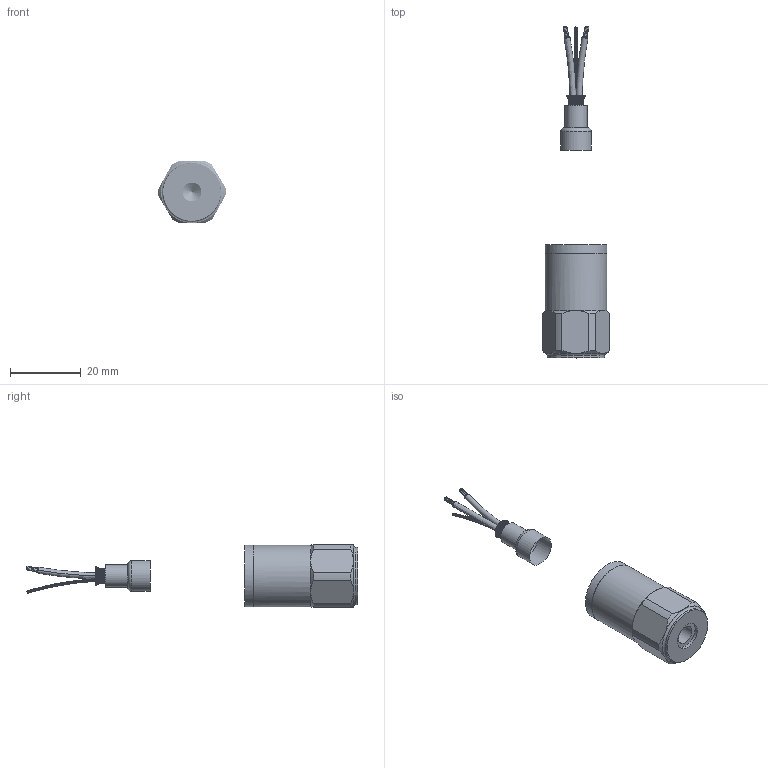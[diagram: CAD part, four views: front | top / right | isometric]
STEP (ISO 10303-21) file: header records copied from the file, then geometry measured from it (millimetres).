
FILE_DESCRIPTION(/* description */ (''),/* implementation_level */ '2;1');
FILE_NAME(/* name */ 'MASTER_MEDIUM_TOP-EXIT_INTEGRAL_LSZH.stp',/* time_stamp */ '2026-03-25T11:36:14-04:00',/* author */ ('cthayer'),/* organization */ (''),/* preprocessor_version */ 'ST-DEVELOPER v20',/* originating_system */ 'Autodesk Inventor 2025',/* authorisation */ '');
FILE_SCHEMA (('AUTOMOTIVE_DESIGN { 1 0 10303 214 3 1 1 }'));
Products named in the file (1): AC192-2D
Bounding box: 19.05 x 93.62 x 17.6 mm (x, y, z)
Volume: 12072 mm3; surface area: 4121.7 mm2
Topology: 1 solids, 1 shells, 700 faces, 2341 edges, 1420 vertices
Faces by surface type: bspline 382, plane 227, cylinder 79, cone 9, torus 3
Full cylindrical faces by diameter (mm): 0.127 x19, 0.203 x38, 3.353 x1, 3.988 x1, 4.115 x1, 4.142 x1, 4.267 x1, 5.359 x1, 6.223 x1, 7.874 x1, 8.636 x1, 16.256 x1, 17.462 x1, 17.475 x1
Entity records: 48801 total; most frequent: CARTESIAN_POINT 30468, ORIENTED_EDGE 4664, DIRECTION 2722, EDGE_CURVE 2332, VERTEX_POINT 1397, AXIS2_PLACEMENT_3D 1316, B_SPLINE_CURVE_WITH_KNOTS 1232, CIRCLE 995
